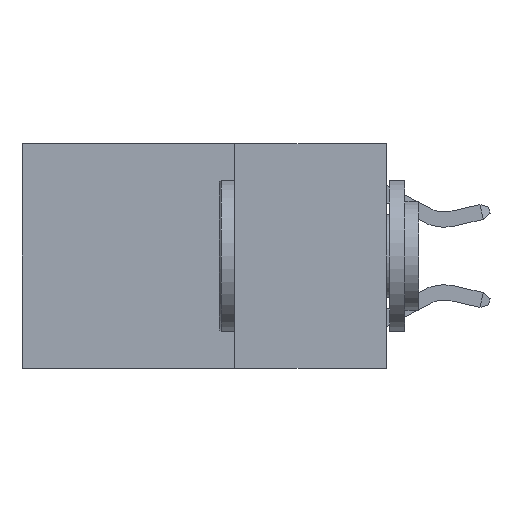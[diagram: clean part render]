
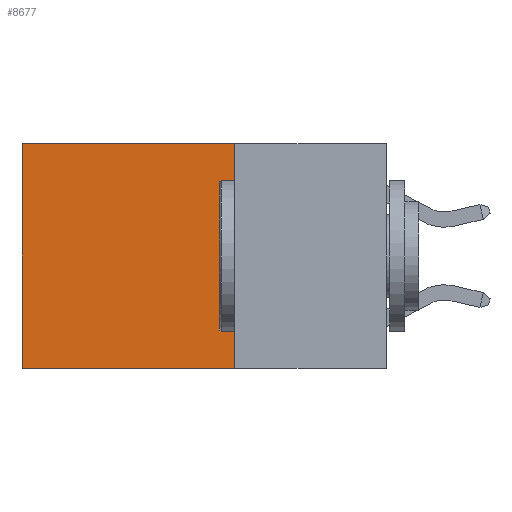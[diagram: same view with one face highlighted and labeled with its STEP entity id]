
A CAD part, left-side view. The second image highlights one B-rep face of the part: STEP entity #8677.
In plain terms, the highlighted planar face has unit normal (-1, 0, 0).
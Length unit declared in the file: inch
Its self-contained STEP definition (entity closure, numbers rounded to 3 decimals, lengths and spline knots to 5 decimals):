
#121 = CARTESIAN_POINT ( 'NONE',  ( 0.2625, 0.6, 0. ) ) ;
#187 = CARTESIAN_POINT ( 'NONE',  ( 0.2625, 0.25, -0.37 ) ) ;
#198 = LINE ( 'NONE', #2859, #10601 ) ;
#339 = ORIENTED_EDGE ( 'NONE', *, *, #10693, .T. ) ;
#2278 = DIRECTION ( 'NONE',  ( 0., 0., -1. ) ) ;
#2534 = VERTEX_POINT ( 'NONE', #12923 ) ;
#2859 = CARTESIAN_POINT ( 'NONE',  ( 0.2625, 0.25, 0. ) ) ;
#3340 = CARTESIAN_POINT ( 'NONE',  ( 0.2625, 0.25, 0. ) ) ;
#4572 = ORIENTED_EDGE ( 'NONE', *, *, #13872, .T. ) ;
#5184 = LINE ( 'NONE', #9265, #14514 ) ;
#5207 = VERTEX_POINT ( 'NONE', #11286 ) ;
#5618 = VECTOR ( 'NONE', #13853, 39.37008 ) ;
#6922 = AXIS2_PLACEMENT_3D ( 'NONE', #3340, #10120, #2278 ) ;
#7635 = FACE_OUTER_BOUND ( 'NONE', #12536, .T. ) ;
#7713 = PLANE ( 'NONE',  #6922 ) ;
#8489 = LINE ( 'NONE', #121, #5618 ) ;
#8677 = ADVANCED_FACE ( 'NONE', ( #7635 ), #7713, .F. ) ;
#8929 = VERTEX_POINT ( 'NONE', #12468 ) ;
#9265 = CARTESIAN_POINT ( 'NONE',  ( 0.2625, 0.25, -0.37 ) ) ;
#9619 = LINE ( 'NONE', #14955, #11803 ) ;
#10101 = EDGE_CURVE ( 'NONE', #16391, #8929, #5184, .T. ) ;
#10120 = DIRECTION ( 'NONE',  ( 1., 0., 0. ) ) ;
#10601 = VECTOR ( 'NONE', #16545, 39.37008 ) ;
#10622 = DIRECTION ( 'NONE',  ( 0., 1., 0. ) ) ;
#10693 = EDGE_CURVE ( 'NONE', #2534, #5207, #198, .T. ) ;
#11286 = CARTESIAN_POINT ( 'NONE',  ( 0.2625, 0.6, 0. ) ) ;
#11449 = ORIENTED_EDGE ( 'NONE', *, *, #15063, .F. ) ;
#11803 = VECTOR ( 'NONE', #13830, 39.37008 ) ;
#12468 = CARTESIAN_POINT ( 'NONE',  ( 0.2625, 0.6, -0.37 ) ) ;
#12536 = EDGE_LOOP ( 'NONE', ( #4572, #14919, #11449, #339 ) ) ;
#12923 = CARTESIAN_POINT ( 'NONE',  ( 0.2625, 0.25, 0. ) ) ;
#13830 = DIRECTION ( 'NONE',  ( 0., 0., -1. ) ) ;
#13853 = DIRECTION ( 'NONE',  ( 0., 0., -1. ) ) ;
#13872 = EDGE_CURVE ( 'NONE', #5207, #8929, #8489, .T. ) ;
#14514 = VECTOR ( 'NONE', #10622, 39.37008 ) ;
#14919 = ORIENTED_EDGE ( 'NONE', *, *, #10101, .F. ) ;
#14955 = CARTESIAN_POINT ( 'NONE',  ( 0.2625, 0.25, 0. ) ) ;
#15063 = EDGE_CURVE ( 'NONE', #2534, #16391, #9619, .T. ) ;
#16391 = VERTEX_POINT ( 'NONE', #187 ) ;
#16545 = DIRECTION ( 'NONE',  ( 0., 1., 0. ) ) ;
